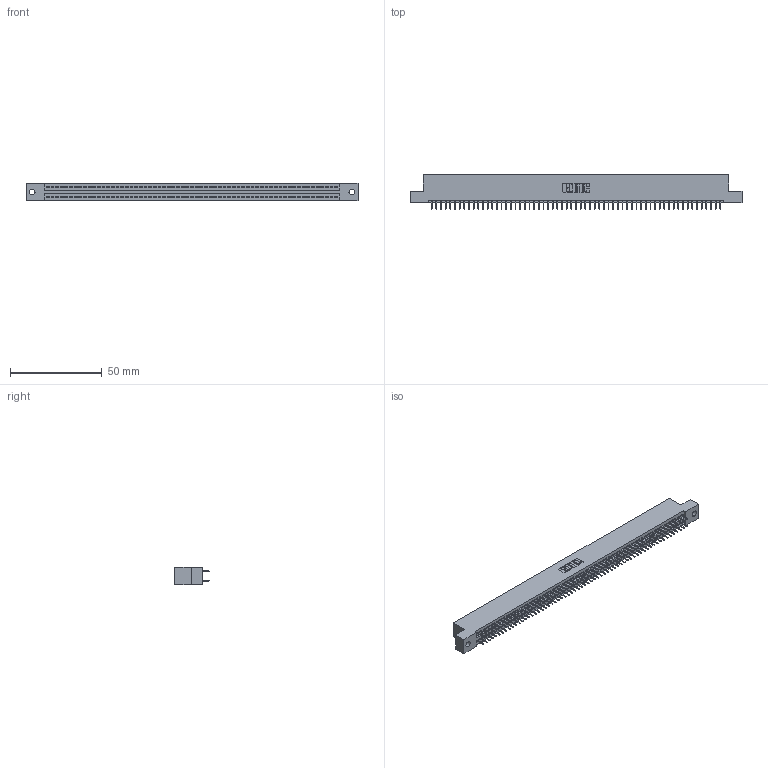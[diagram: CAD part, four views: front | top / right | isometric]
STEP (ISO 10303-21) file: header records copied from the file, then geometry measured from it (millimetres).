
FILE_DESCRIPTION (( 'STEP AP203' ), '1' );
FILE_NAME ('345-126-525-202.STEP', '2020-09-22T12:28:11', ( '' ), ( '' ), 'SwSTEP 2.0', 'SolidWorks 2020', '' );
FILE_SCHEMA (( 'CONFIG_CONTROL_DESIGN' ));
Length unit declared in the file: inch
Products named in the file (3): 345 Part_Flush Mounting Lugs - 0.128 Dia; 345-292-001_345-293-125; 345-126-525-202
Assembly tree (127 placements, depth 2):
  345-126-525-202
    345 Part_Flush Mounting Lugs - 0.128 Dia
    345-292-001_345-293-125  x126
Bounding box: 181.23 x 18.72 x 9.4 mm (x, y, z)
Volume: 17555.6 mm3; surface area: 25459.2 mm2
Topology: 127 solids, 127 shells, 6930 faces, 19619 edges, 12574 vertices
Faces by surface type: plane 4994, cylinder 1936
Entity records: 46681 total; most frequent: CARTESIAN_POINT 7804, ORIENTED_EDGE 7738, DIRECTION 6857, EDGE_CURVE 3869, LINE 3489, VECTOR 3489, VERTEX_POINT 2574, AXIS2_PLACEMENT_3D 1684
